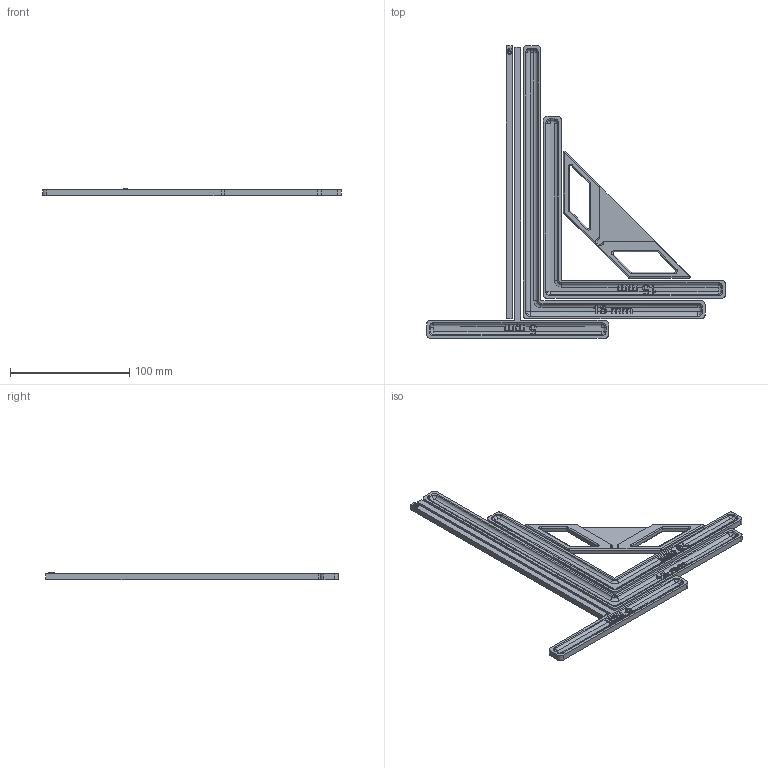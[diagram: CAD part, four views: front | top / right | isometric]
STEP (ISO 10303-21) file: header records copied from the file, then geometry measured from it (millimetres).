
FILE_DESCRIPTION(/* description */ (''),/* implementation_level */ '2;1');
FILE_NAME(/* name */ 'Book Binding tools.step',/* time_stamp */ '2024-11-11T07:50:03-06:00',/* author */ (''),/* organization */ (''),/* preprocessor_version */ 'ST-DEVELOPER v20',/* originating_system */ 'Autodesk Translation Framework v13.20.0.188',/* authorisation */ '');
FILE_SCHEMA (('AUTOMOTIVE_DESIGN { 1 0 10303 214 3 1 1 }'));
Length unit declared in the file: millimetre
Products named in the file (6): Book Binding tools; Component1; Component3; Component4; Component5; Component2
Assembly tree (5 placements, depth 2):
  Book Binding tools
    Component1
    Component3
    Component4
    Component5
    Component2
Bounding box: 250.16 x 244.99 x 6 mm (x, y, z)
Volume: 66638.7 mm3; surface area: 52397.7 mm2
Topology: 5 solids, 5 shells, 506 faces, 1389 edges, 897 vertices
Faces by surface type: plane 197, bspline 186, cylinder 86, torus 29, sphere 8
Entity records: 19691 total; most frequent: CARTESIAN_POINT 7819, ORIENTED_EDGE 2778, DIRECTION 1907, EDGE_CURVE 1389, VERTEX_POINT 897, LINE 719, VECTOR 719, AXIS2_PLACEMENT_3D 594
